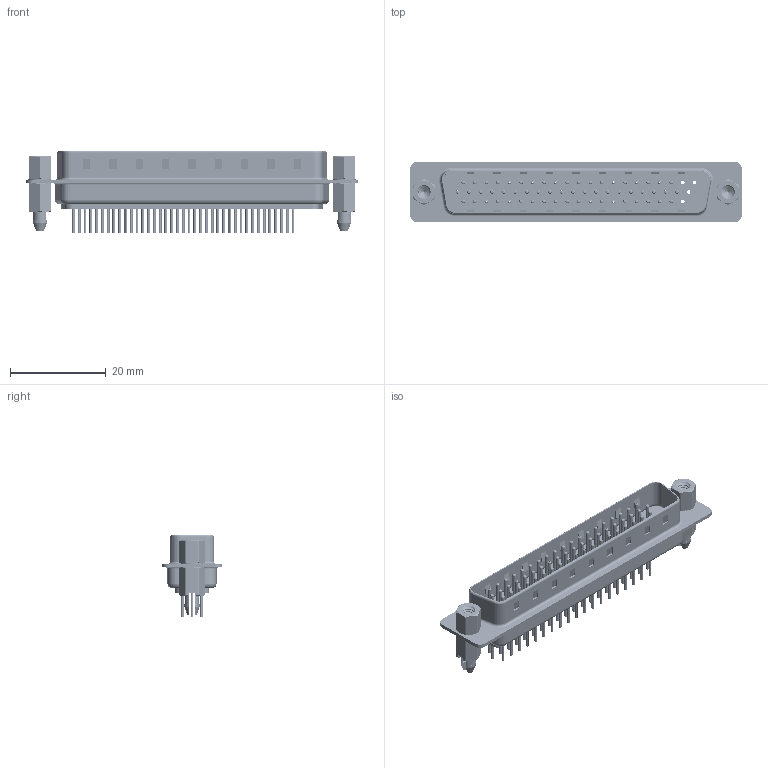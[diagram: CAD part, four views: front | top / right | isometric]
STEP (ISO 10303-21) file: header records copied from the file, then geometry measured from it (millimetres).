
FILE_DESCRIPTION (( 'STEP AP203' ), '1' );
FILE_NAME ('MHHDD-62MNS-H1.STEP', '2025-11-21T20:17:24', ( '' ), ( '' ), 'SwSTEP 2.0', 'SolidWorks 2023', '' );
FILE_SCHEMA (( 'CONFIG_CONTROL_DESIGN' ));
Length unit declared in the file: millimetre
Products named in the file (9): MHHDD Shell Front_62 Contacts; MHHDD Contact Row 2_30; MHHDD Housing_62 Contacts; MHHDD Contact Row 3_30; MHHDD Contact Row 1_30; MHHDD 4-40 Threaded Boardlock_LP; MHHDD-62MNS-H1; MHHDD 4-40 Hex Standoff; MHHDD Shell Rear_62 Contacts
Assembly tree (65 placements, depth 2):
  MHHDD-62MNS-H1
    MHHDD Housing_62 Contacts
    MHHDD Shell Front_62 Contacts
    MHHDD Shell Rear_62 Contacts
    MHHDD Contact Row 1_30  x19
    MHHDD Contact Row 2_30  x20
    MHHDD Contact Row 3_30  x19
    MHHDD 4-40 Hex Standoff  x2
    MHHDD 4-40 Threaded Boardlock_LP  x2
Bounding box: 69.32 x 12.55 x 17.15 mm (x, y, z)
Volume: 3897.6 mm3; surface area: 13770.3 mm2
Topology: 65 solids, 65 shells, 6442 faces, 17071 edges, 10544 vertices
Faces by surface type: cylinder 2415, torus 1732, plane 1657, cone 620, bspline 18
Entity records: 45247 total; most frequent: CARTESIAN_POINT 11795, DIRECTION 6896, ORIENTED_EDGE 6186, EDGE_CURVE 3093, AXIS2_PLACEMENT_3D 2774, VERTEX_POINT 1993, EDGE_LOOP 1558, CIRCLE 1465
